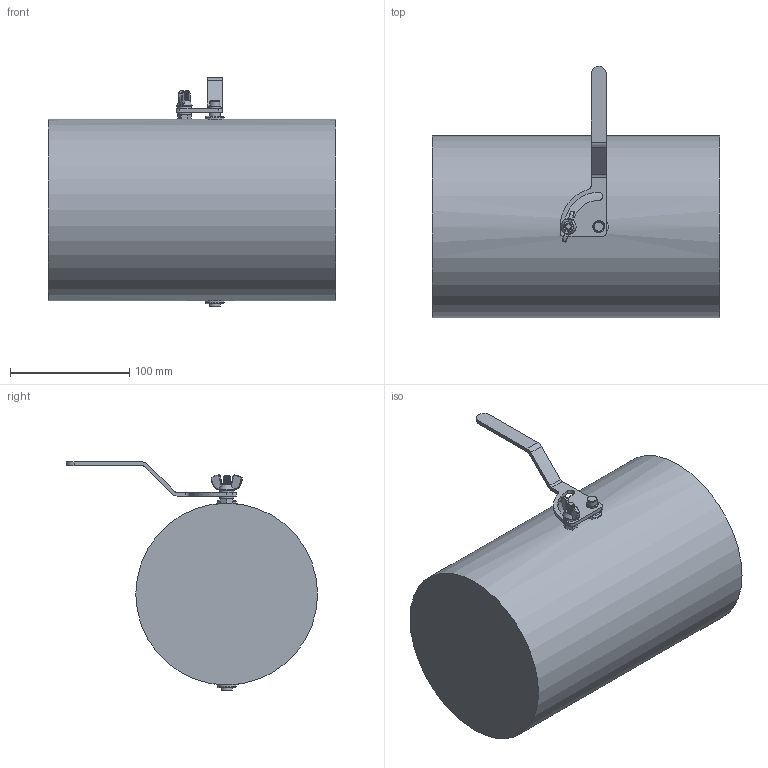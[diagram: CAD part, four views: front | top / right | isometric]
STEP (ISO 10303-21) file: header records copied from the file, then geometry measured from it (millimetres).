
FILE_DESCRIPTION(/* description */ (''),/* implementation_level */ '2;1');
FILE_NAME(/* name */ 'VA00004_A.stp',/* time_stamp */ '2018-03-28T09:53:40-04:00',/* author */ ('James'),/* organization */ (''),/* preprocessor_version */ 'ST-DEVELOPER v16.5',/* originating_system */ 'Autodesk Inventor 2017',/* authorisation */ '');
FILE_SCHEMA (('AUTOMOTIVE_DESIGN { 1 0 10303 214 3 1 1 }'));
Length unit declared in the file: inch
Products named in the file (1): VA00004_A
Bounding box: 241.3 x 210.57 x 191.26 mm (x, y, z)
Volume: 4413072.4 mm3; surface area: 160354.3 mm2
Topology: 1 solids, 1 shells, 131 faces, 317 edges, 197 vertices
Faces by surface type: cylinder 48, plane 41, torus 16, cone 14, bspline 12
Full cylindrical faces by diameter (mm): 8.5 x1, 9.525 x2, 10 x1, 12 x2, 15.875 x2, 152.4 x1
Entity records: 8338 total; most frequent: CARTESIAN_POINT 5346, DIRECTION 637, ORIENTED_EDGE 588, EDGE_CURVE 290, AXIS2_PLACEMENT_3D 280, VERTEX_POINT 187, EDGE_LOOP 161, CIRCLE 151
